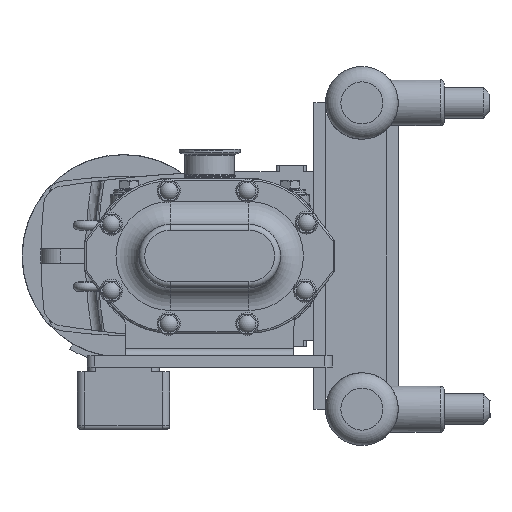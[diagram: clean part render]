
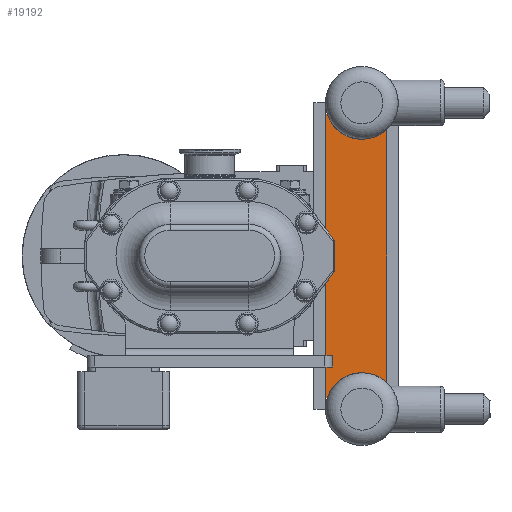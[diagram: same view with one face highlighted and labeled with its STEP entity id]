
A CAD part, left-side view. The second image highlights one B-rep face of the part: STEP entity #19192.
In plain terms, the highlighted planar face has unit normal (-1, 0, 0).
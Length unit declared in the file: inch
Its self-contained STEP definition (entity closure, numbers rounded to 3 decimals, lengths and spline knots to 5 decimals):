
#1223=CIRCLE('',#20525,1.19);
#1224=CIRCLE('',#20526,1.19);
#2670=FACE_OUTER_BOUND('',#3826,.T.);
#3826=EDGE_LOOP('',(#14089,#14090,#14091,#14092,#14093,#14094));
#5204=LINE('',#30789,#6644);
#5208=LINE('',#30807,#6648);
#5209=LINE('',#30811,#6649);
#5210=LINE('',#30814,#6650);
#6644=VECTOR('',#23689,0.3937);
#6648=VECTOR('',#23697,0.3937);
#6649=VECTOR('',#23700,0.3937);
#6650=VECTOR('',#23703,0.3937);
#8144=VERTEX_POINT('',#30782);
#8146=VERTEX_POINT('',#30787);
#8151=VERTEX_POINT('',#30806);
#8152=VERTEX_POINT('',#30808);
#8153=VERTEX_POINT('',#30810);
#8154=VERTEX_POINT('',#30812);
#10337=EDGE_CURVE('',#8144,#8146,#5204,.T.);
#10343=EDGE_CURVE('',#8146,#8151,#5208,.T.);
#10344=EDGE_CURVE('',#8151,#8152,#1223,.T.);
#10345=EDGE_CURVE('',#8152,#8153,#5209,.T.);
#10346=EDGE_CURVE('',#8153,#8154,#1224,.T.);
#10347=EDGE_CURVE('',#8154,#8144,#5210,.T.);
#14089=ORIENTED_EDGE('',*,*,#10337,.T.);
#14090=ORIENTED_EDGE('',*,*,#10343,.T.);
#14091=ORIENTED_EDGE('',*,*,#10344,.T.);
#14092=ORIENTED_EDGE('',*,*,#10345,.T.);
#14093=ORIENTED_EDGE('',*,*,#10346,.T.);
#14094=ORIENTED_EDGE('',*,*,#10347,.T.);
#18518=PLANE('',#20524);
#19192=ADVANCED_FACE('',(#2670),#18518,.T.);
#20524=AXIS2_PLACEMENT_3D('',#30805,#23695,#23696);
#20525=AXIS2_PLACEMENT_3D('',#30809,#23698,#23699);
#20526=AXIS2_PLACEMENT_3D('',#30813,#23701,#23702);
#23689=DIRECTION('',(0.,0.,-1.));
#23695=DIRECTION('center_axis',(-1.,0.,0.));
#23696=DIRECTION('ref_axis',(0.,0.,
1.));
#23697=DIRECTION('',(0.,-1.,0.));
#23698=DIRECTION('center_axis',(1.,0.,0.));
#23699=DIRECTION('ref_axis',(0.,-0.681,0.733));
#23700=DIRECTION('',(0.,0.,1.));
#23701=DIRECTION('center_axis',(1.,0.,0.));
#23702=DIRECTION('ref_axis',(0.,0.95,-0.311));
#23703=DIRECTION('',(0.,1.,0.));
#30782=CARTESIAN_POINT('',(4.194,-3.7815,4.63));
#30787=CARTESIAN_POINT('',(4.194,-3.7815,-4.62));
#30789=CARTESIAN_POINT('',(4.194,-3.7815,0.00161));
#30805=CARTESIAN_POINT('Origin',(4.194,-4.71672,0.00321));
#30806=CARTESIAN_POINT('',(4.194,-3.8413,-4.62));
#30807=CARTESIAN_POINT('',(4.194,-3.8413,-4.62));
#30808=CARTESIAN_POINT('',(4.194,-5.779,-4.12822));
#30809=CARTESIAN_POINT('Origin',(4.194,-4.969,-5.));
#30810=CARTESIAN_POINT('',(4.194,-5.779,4.12822));
#30811=CARTESIAN_POINT('',(4.194,-5.779,4.12822));
#30812=CARTESIAN_POINT('',(4.194,-3.83798,4.63));
#30813=CARTESIAN_POINT('Origin',(4.194,-4.969,5.));
#30814=CARTESIAN_POINT('',(4.194,-3.779,4.63));
